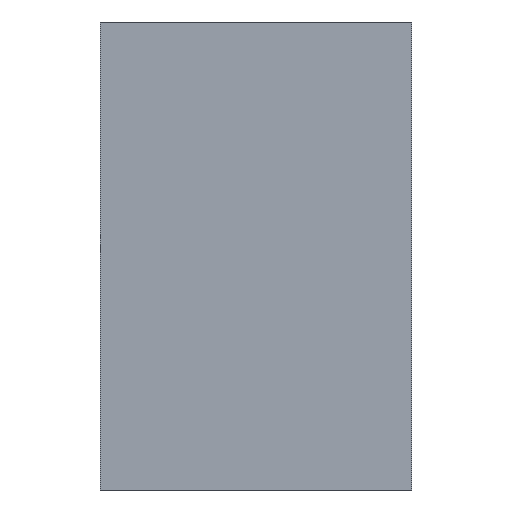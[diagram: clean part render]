
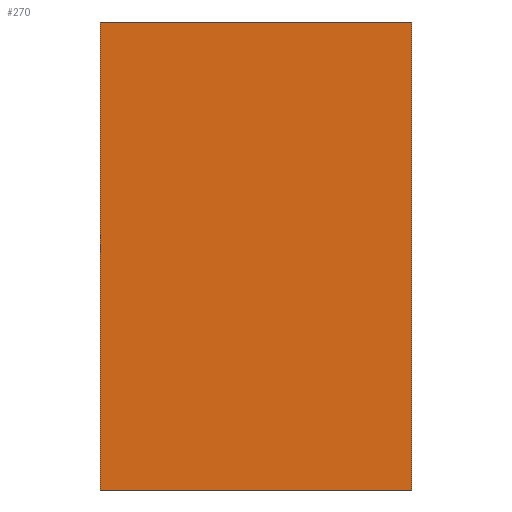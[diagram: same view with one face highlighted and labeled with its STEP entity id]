
A CAD part, left-side view. The second image highlights one B-rep face of the part: STEP entity #270.
In plain terms, the highlighted planar face has unit normal (-1, 0, 0).
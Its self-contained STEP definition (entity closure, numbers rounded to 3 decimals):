
#1 = VECTOR ( 'NONE', #305, 1000. ) ;
#12 = LINE ( 'NONE', #355, #224 ) ;
#14 = ORIENTED_EDGE ( 'NONE', *, *, #484, .F. ) ;
#15 = DIRECTION ( 'NONE',  ( 0., 0., 1. ) ) ;
#52 = EDGE_LOOP ( 'NONE', ( #476, #413, #14, #204 ) ) ;
#64 = VECTOR ( 'NONE', #15, 1000. ) ;
#70 = DIRECTION ( 'NONE',  ( 1., 0., 0. ) ) ;
#109 = VERTEX_POINT ( 'NONE', #283 ) ;
#139 = LINE ( 'NONE', #141, #328 ) ;
#141 = CARTESIAN_POINT ( 'NONE',  ( -68., 5., -7.5 ) ) ;
#147 = DIRECTION ( 'NONE',  ( 0., -1., 0. ) ) ;
#183 = VERTEX_POINT ( 'NONE', #197 ) ;
#186 = PLANE ( 'NONE',  #491 ) ;
#197 = CARTESIAN_POINT ( 'NONE',  ( -68., 5., -7.5 ) ) ;
#204 = ORIENTED_EDGE ( 'NONE', *, *, #443, .T. ) ;
#210 = EDGE_CURVE ( 'NONE', #217, #360, #12, .T. ) ;
#213 = FACE_OUTER_BOUND ( 'NONE', #52, .T. ) ;
#217 = VERTEX_POINT ( 'NONE', #321 ) ;
#224 = VECTOR ( 'NONE', #236, 1000. ) ;
#236 = DIRECTION ( 'NONE',  ( 0., 0., 1. ) ) ;
#259 = LINE ( 'NONE', #296, #1 ) ;
#270 = ADVANCED_FACE ( 'NONE', ( #213 ), #186, .F. ) ;
#279 = CARTESIAN_POINT ( 'NONE',  ( -68., 5., -7.5 ) ) ;
#283 = CARTESIAN_POINT ( 'NONE',  ( -68., 5., 7.5 ) ) ;
#287 = LINE ( 'NONE', #279, #64 ) ;
#296 = CARTESIAN_POINT ( 'NONE',  ( -68., 5., 7.5 ) ) ;
#305 = DIRECTION ( 'NONE',  ( 0., -1., 0. ) ) ;
#306 = EDGE_CURVE ( 'NONE', #109, #360, #259, .T. ) ;
#321 = CARTESIAN_POINT ( 'NONE',  ( -68., -5., -7.5 ) ) ;
#328 = VECTOR ( 'NONE', #147, 1000. ) ;
#355 = CARTESIAN_POINT ( 'NONE',  ( -68., -5., -7.5 ) ) ;
#360 = VERTEX_POINT ( 'NONE', #478 ) ;
#379 = DIRECTION ( 'NONE',  ( 0., 0., -1. ) ) ;
#413 = ORIENTED_EDGE ( 'NONE', *, *, #306, .F. ) ;
#443 = EDGE_CURVE ( 'NONE', #183, #217, #139, .T. ) ;
#454 = CARTESIAN_POINT ( 'NONE',  ( -68., 5., -7.5 ) ) ;
#476 = ORIENTED_EDGE ( 'NONE', *, *, #210, .T. ) ;
#478 = CARTESIAN_POINT ( 'NONE',  ( -68., -5., 7.5 ) ) ;
#484 = EDGE_CURVE ( 'NONE', #183, #109, #287, .T. ) ;
#491 = AXIS2_PLACEMENT_3D ( 'NONE', #454, #70, #379 ) ;
